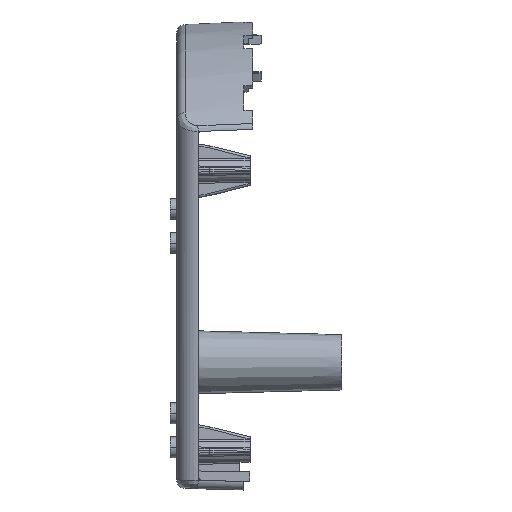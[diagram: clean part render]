
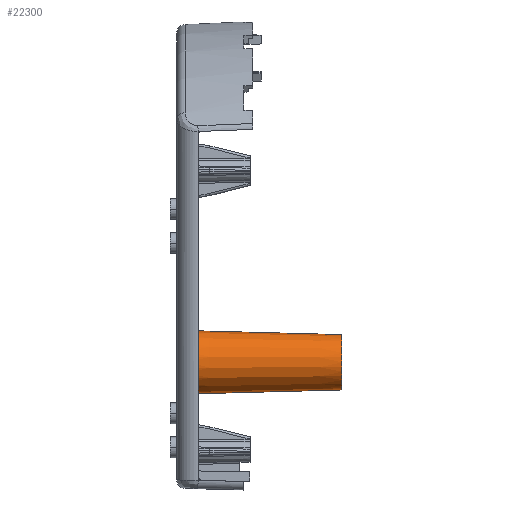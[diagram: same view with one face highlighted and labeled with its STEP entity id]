
A CAD part, left-side view. The second image highlights one B-rep face of the part: STEP entity #22300.
In plain terms, the highlighted conical face has half-angle 1.5 degrees and reference radius 6.975 mm.
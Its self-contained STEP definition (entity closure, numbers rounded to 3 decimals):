
#4847=CARTESIAN_POINT('',(0.,41.513,-25.));
#4848=DIRECTION('',(0.,-1.,0.));
#4849=DIRECTION('',(0.,0.,1.));
#4850=AXIS2_PLACEMENT_3D('',#4847,#4848,#4849);
#4855=DIRECTION('',(0.,-1.,-0.026));
#4856=VECTOR('',#4855,36.326);
#4857=CARTESIAN_POINT('',(0.,41.513,
-17.549));
#4858=LINE('',#4857,#4856);
#4870=DIRECTION('',(0.,-1.,0.026));
#4871=VECTOR('',#4870,36.326);
#4872=CARTESIAN_POINT('',(0.,41.513,
-32.451));
#4873=LINE('',#4872,#4871);
#4877=CARTESIAN_POINT('',(0.,5.2,-25.));
#4878=DIRECTION('',(0.,-1.,0.));
#4879=DIRECTION('',(0.,0.,1.));
#4880=AXIS2_PLACEMENT_3D('',#4877,#4878,#4879);
#17874=CARTESIAN_POINT('',(0.,41.513,-32.451));
#17875=CARTESIAN_POINT('',(0.,41.513,-17.549));
#17876=VERTEX_POINT('',#17874);
#17877=VERTEX_POINT('',#17875);
#17898=CARTESIAN_POINT('',(0.,5.2,-31.5));
#17899=CARTESIAN_POINT('',(0.,5.2,-18.5));
#17900=VERTEX_POINT('',#17898);
#17901=VERTEX_POINT('',#17899);
#22286=CARTESIAN_POINT('',(0.,23.357,-25.));
#22287=DIRECTION('',(0.,1.,0.));
#22288=DIRECTION('',(0.,0.,-1.));
#22289=AXIS2_PLACEMENT_3D('',#22286,#22287,#22288);
#22290=CONICAL_SURFACE('',#22289,6.975,1.5);
#22291=ORIENTED_EDGE('',*,*,#22280,.F.);
#22293=ORIENTED_EDGE('',*,*,#22292,.T.);
#22295=ORIENTED_EDGE('',*,*,#22294,.T.);
#22297=ORIENTED_EDGE('',*,*,#22296,.F.);
#22298=EDGE_LOOP('',(#22291,#22293,#22295,#22297));
#22299=FACE_OUTER_BOUND('',#22298,.F.);
#22300=ADVANCED_FACE('',(#22299),#22290,.T.);
#4851=CIRCLE('',#4850,7.451);
#4881=CIRCLE('',#4880,6.5);
#22280=EDGE_CURVE('',#17877,#17876,#4851,.T.);
#22292=EDGE_CURVE('',#17877,#17901,#4858,.T.);
#22294=EDGE_CURVE('',#17901,#17900,#4881,.T.);
#22296=EDGE_CURVE('',#17876,#17900,#4873,.T.);
